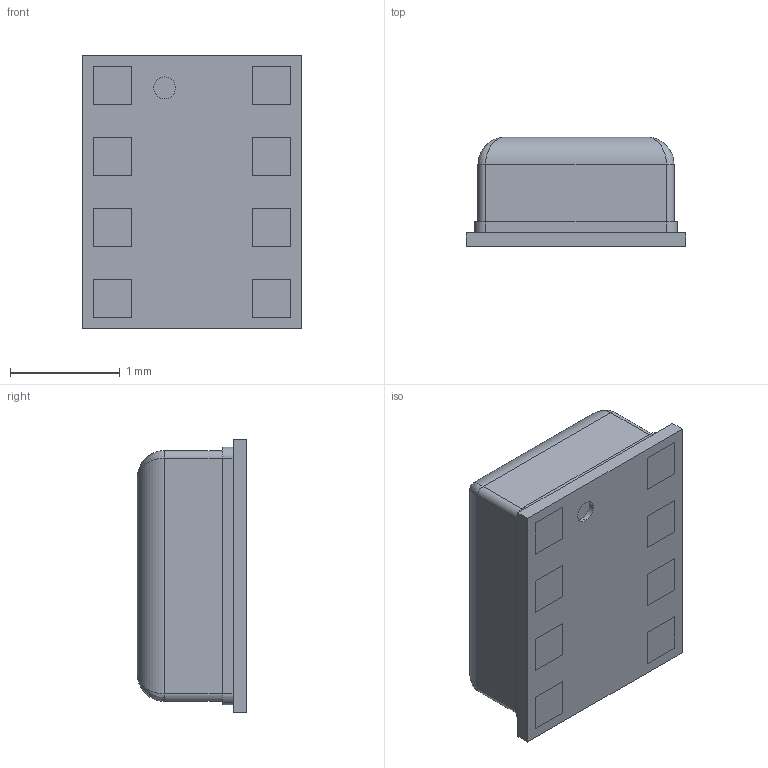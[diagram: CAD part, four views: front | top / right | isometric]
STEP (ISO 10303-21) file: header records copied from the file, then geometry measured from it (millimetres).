
FILE_DESCRIPTION (( 'STEP AP214' ), '1' );
FILE_NAME ('ICP-10111.STEP', '2018-05-02T08:53:09', ( '' ), ( '' ), 'SwSTEP 2.0', 'SolidWorks 2017', '' );
FILE_SCHEMA (( 'AUTOMOTIVE_DESIGN' ));
Length unit declared in the file: millimetre
Products named in the file (1): ICP-10111
Bounding box: 2 x 1 x 2.5 mm (x, y, z)
Volume: 4.1 mm3; surface area: 30.4 mm2
Topology: 10 solids, 10 shells, 127 faces, 280 edges, 180 vertices
Faces by surface type: plane 107, cylinder 16, bspline 4
Entity records: 3565 total; most frequent: CARTESIAN_POINT 676, ORIENTED_EDGE 552, DIRECTION 540, EDGE_CURVE 276, LINE 244, VECTOR 244, VERTEX_POINT 180, AXIS2_PLACEMENT_3D 148
